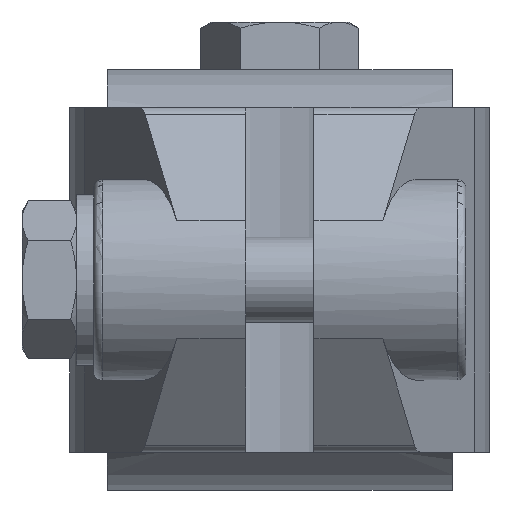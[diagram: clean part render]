
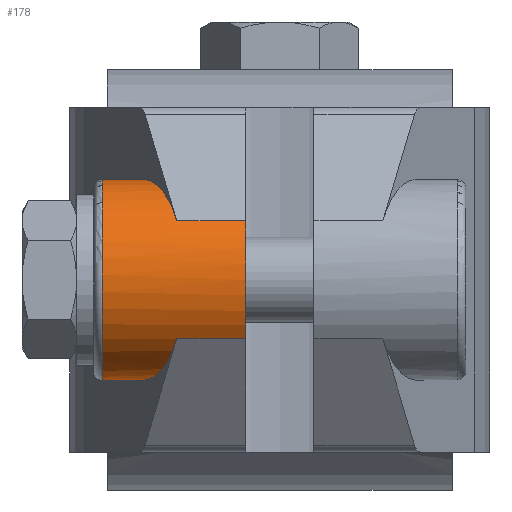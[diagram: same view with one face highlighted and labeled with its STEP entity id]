
A CAD part, left-side view. The second image highlights one B-rep face of the part: STEP entity #178.
In plain terms, the highlighted cylindrical face has radius 11.75 mm (diameter 23.5 mm), a full revolution.
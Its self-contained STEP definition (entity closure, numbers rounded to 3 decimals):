
#178 = ADVANCED_FACE( '', ( #443, #444 ), #445, .T. );
#443 = FACE_OUTER_BOUND( '', #810, .T. );
#444 = FACE_OUTER_BOUND( '', #811, .T. );
#445 = CYLINDRICAL_SURFACE( '', #812, 11.75 );
#810 = EDGE_LOOP( '', ( #1274 ) );
#811 = EDGE_LOOP( '', ( #1275, #1276, #1277, #1278 ) );
#812 = AXIS2_PLACEMENT_3D( '', #1279, #1280, #1281 );
#1274 = ORIENTED_EDGE( '', *, *, #2125, .F. );
#1275 = ORIENTED_EDGE( '', *, *, #2126, .F. );
#1276 = ORIENTED_EDGE( '', *, *, #2127, .F. );
#1277 = ORIENTED_EDGE( '', *, *, #2128, .T. );
#1278 = ORIENTED_EDGE( '', *, *, #2117, .T. );
#1279 = CARTESIAN_POINT( '', ( -26.25, 25.7, 0. ) );
#1280 = DIRECTION( '', ( 0., 1., 0. ) );
#1281 = DIRECTION( '', ( 0., 0., -1. ) );
#2117 = EDGE_CURVE( '', #2538, #2536, #2539, .T. );
#2125 = EDGE_CURVE( '', #2551, #2551, #2552, .T. );
#2126 = EDGE_CURVE( '', #2553, #2536, #2554, .T. );
#2127 = EDGE_CURVE( '', #2555, #2553, #2556, .T. );
#2128 = EDGE_CURVE( '', #2555, #2538, #2557, .F. );
#2536 = VERTEX_POINT( '', #3214 );
#2538 = VERTEX_POINT( '', #3217 );
#2539 = LINE( '', #3218, #3219 );
#2551 = VERTEX_POINT( '', #3249 );
#2552 = CIRCLE( '', #3250, 11.75 );
#2553 = VERTEX_POINT( '', #3251 );
#2554 = CIRCLE( '', #3252, 11.75 );
#2555 = VERTEX_POINT( '', #3253 );
#2556 = LINE( '', #3254, #3255 );
#2557 = ELLIPSE( '', #3256, 12.693, 11.75 );
#3214 = CARTESIAN_POINT( '', ( -35.746, 4., -6.921 ) );
#3217 = CARTESIAN_POINT( '', ( -35.746, 12.077, -6.921 ) );
#3218 = CARTESIAN_POINT( '', ( -35.746, 25.7, -6.921 ) );
#3219 = VECTOR( '', #3969, 1000. );
#3249 = CARTESIAN_POINT( '', ( -26.25, 20.8, 11.75 ) );
#3250 = AXIS2_PLACEMENT_3D( '', #3975, #3976, #3977 );
#3251 = CARTESIAN_POINT( '', ( -35.746, 4., 6.921 ) );
#3252 = AXIS2_PLACEMENT_3D( '', #3978, #3979, #3980 );
#3253 = CARTESIAN_POINT( '', ( -35.746, 12.077, 6.921 ) );
#3254 = CARTESIAN_POINT( '', ( -35.746, 25.7, 6.921 ) );
#3255 = VECTOR( '', #3981, 1000. );
#3256 = AXIS2_PLACEMENT_3D( '', #3982, #3983, #3984 );
#3969 = DIRECTION( '', ( 0., -1., 0. ) );
#3975 = CARTESIAN_POINT( '', ( -26.25, 20.8, 0. ) );
#3976 = DIRECTION( '', ( 0., 1., 0. ) );
#3977 = DIRECTION( '', ( 0., 0., 1. ) );
#3978 = CARTESIAN_POINT( '', ( -26.25, 4., 0. ) );
#3979 = DIRECTION( '', ( 0., -1., 0. ) );
#3980 = DIRECTION( '', ( 0., 0., -1. ) );
#3981 = DIRECTION( '', ( 0., -1., 0. ) );
#3982 = CARTESIAN_POINT( '', ( -26.25, 15.956, 0. ) );
#3983 = DIRECTION( '', ( 0.378, -0.926, 0. ) );
#3984 = DIRECTION( '', ( 0.926, 0.378, 0. ) );
